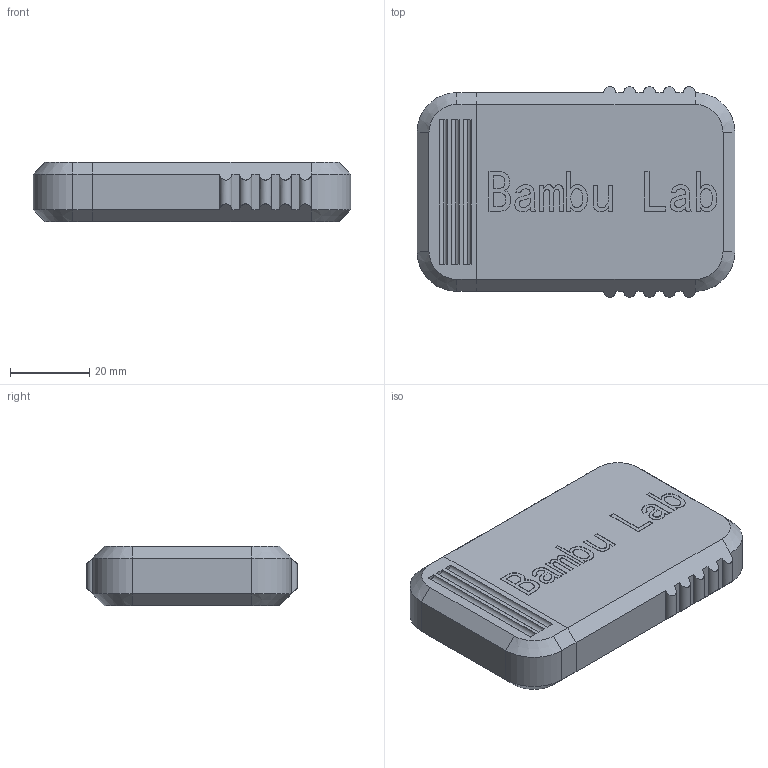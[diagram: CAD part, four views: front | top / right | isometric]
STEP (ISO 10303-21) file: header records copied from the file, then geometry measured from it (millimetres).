
FILE_DESCRIPTION (( 'STEP AP214' ), '1' );
FILE_NAME ('×°ÅäÌå1.STEP', '2025-01-22T12:08:18', ( '' ), ( '' ), 'SwSTEP 2.0', 'SolidWorks 2024', '' );
FILE_SCHEMA (( 'AUTOMOTIVE_DESIGN' ));
Length unit declared in the file: millimetre
Products named in the file (3): 零件2; 装配体1; 零件1
Assembly tree (2 placements, depth 2):
  装配体1
    零件1
    零件2
Bounding box: 80 x 53 x 15 mm (x, y, z)
Volume: 31921.2 mm3; surface area: 24137.3 mm2
Topology: 2 solids, 2 shells, 347 faces, 861 edges, 542 vertices
Faces by surface type: plane 158, cylinder 77, bspline 64, torus 32, cone 16
Entity records: 13291 total; most frequent: CARTESIAN_POINT 5347, ORIENTED_EDGE 1722, DIRECTION 1469, EDGE_CURVE 861, VERTEX_POINT 542, VECTOR 525, LINE 525, AXIS2_PLACEMENT_3D 472
